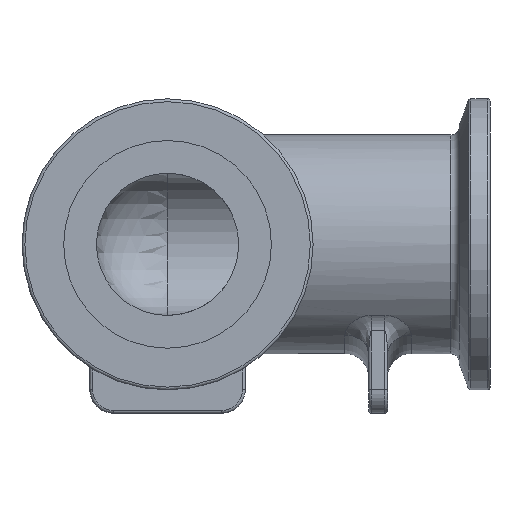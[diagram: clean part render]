
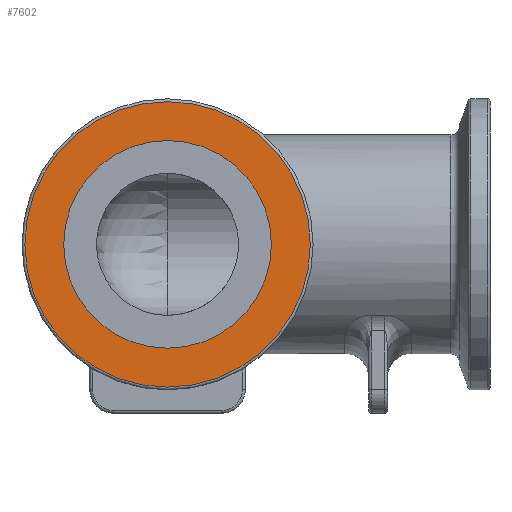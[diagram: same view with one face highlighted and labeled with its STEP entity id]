
A CAD part, front view. The second image highlights one B-rep face of the part: STEP entity #7602.
In plain terms, the highlighted planar face has unit normal (0, -1, 0).
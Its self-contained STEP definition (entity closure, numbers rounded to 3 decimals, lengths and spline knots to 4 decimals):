
#253=PLANE($,#8234);
#1941=FACE_BOUND($,#2509,.T.);
#1942=FACE_BOUND($,#2510,.T.);
#2509=EDGE_LOOP($,(#5577));
#2510=EDGE_LOOP($,(#5578));
#2999=CIRCLE($,#8233,1.505);
#3000=CIRCLE($,#8235,1.095);
#3386=VERTEX_POINT($,#14469);
#3387=VERTEX_POINT($,#14472);
#4243=EDGE_CURVE($,#3386,#3386,#2999,.T.);
#4244=EDGE_CURVE($,#3387,#3387,#3000,.T.);
#5577=ORIENTED_EDGE($,*,*,#4244,.T.);
#5578=ORIENTED_EDGE($,*,*,#4243,.F.);
#7602=ADVANCED_FACE($,(#1941,#1942),#253,.T.);
#8233=AXIS2_PLACEMENT_3D($,#14470,#9121,#9122);
#8234=AXIS2_PLACEMENT_3D($,#14471,#9123,#9124);
#8235=AXIS2_PLACEMENT_3D($,#14473,#9125,#9126);
#9121=DIRECTION('center_axis',(0.,1.,0.));
#9122=DIRECTION('ref_axis',(1.,0.,0.));
#9123=DIRECTION('center_axis',(0.,-1.,0.));
#9124=DIRECTION('ref_axis',(0.,0.,-1.));
#9125=DIRECTION('center_axis',(0.,1.,0.));
#9126=DIRECTION('ref_axis',(-1.,0.,0.));
#14469=CARTESIAN_POINT('',(-1.505,-3.4,0.));
#14470=CARTESIAN_POINT('Origin',(0.,-3.4,0.));
#14471=CARTESIAN_POINT('Origin',(-1.315,-3.4,0.));
#14472=CARTESIAN_POINT('',(-1.095,-3.4,0.));
#14473=CARTESIAN_POINT('Origin',(0.,-3.4,0.));
